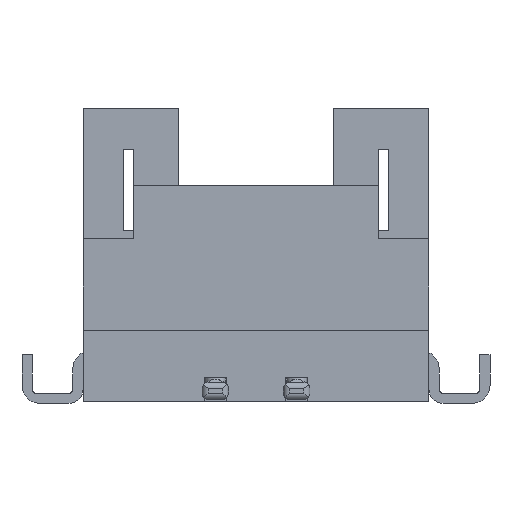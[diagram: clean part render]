
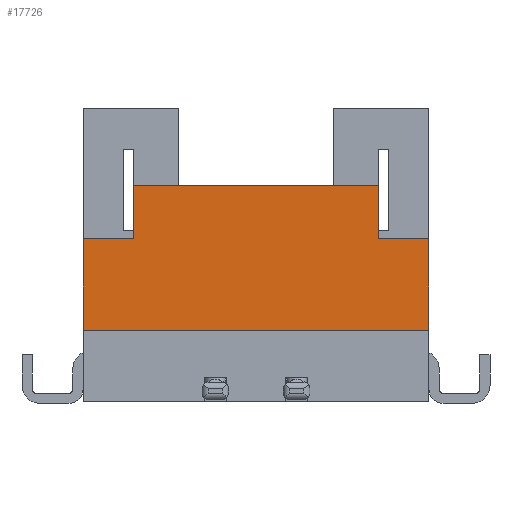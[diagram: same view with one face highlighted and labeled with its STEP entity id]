
A CAD part, front view. The second image highlights one B-rep face of the part: STEP entity #17726.
In plain terms, the highlighted planar face has unit normal (0, -1, 0).
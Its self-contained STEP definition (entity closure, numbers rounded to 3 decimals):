
#12513 = PLANE('',#12514);
#12514 = AXIS2_PLACEMENT_3D('',#12515,#12516,#12517);
#12515 = CARTESIAN_POINT('',(3.,3.72,4.2));
#12516 = DIRECTION('',(-1.,0.,0.));
#12517 = DIRECTION('',(0.,0.,1.));
#13663 = PLANE('',#13664);
#13664 = AXIS2_PLACEMENT_3D('',#13665,#13666,#13667);
#13665 = CARTESIAN_POINT('',(-4.25,-3.1,5.3));
#13666 = DIRECTION('',(1.,0.,0.));
#13667 = DIRECTION('',(0.,1.,0.));
#13933 = PLANE('',#13934);
#13934 = AXIS2_PLACEMENT_3D('',#13935,#13936,#13937);
#13935 = CARTESIAN_POINT('',(4.25,-3.1,5.3));
#13936 = DIRECTION('',(1.,0.,0.));
#13937 = DIRECTION('',(0.,1.,0.));
#15225 = PLANE('',#15226);
#15226 = AXIS2_PLACEMENT_3D('',#15227,#15228,#15229);
#15227 = CARTESIAN_POINT('',(-3.,3.72,4.2));
#15228 = DIRECTION('',(-1.,0.,0.));
#15229 = DIRECTION('',(0.,0.,1.));
#16704 = VERTEX_POINT('',#16705);
#16705 = CARTESIAN_POINT('',(-3.,-3.1,4.));
#16719 = PLANE('',#16720);
#16720 = AXIS2_PLACEMENT_3D('',#16721,#16722,#16723);
#16721 = CARTESIAN_POINT('',(-3.25,2.1,4.));
#16722 = DIRECTION('',(0.,0.,1.));
#16723 = DIRECTION('',(1.,0.,0.));
#16731 = EDGE_CURVE('',#16732,#16704,#16734,.T.);
#16732 = VERTEX_POINT('',#16733);
#16733 = CARTESIAN_POINT('',(-3.,-3.1,5.3));
#16734 = SURFACE_CURVE('',#16735,(#16739,#16746),.PCURVE_S1.);
#16735 = LINE('',#16736,#16737);
#16736 = CARTESIAN_POINT('',(-3.,-3.1,5.3));
#16737 = VECTOR('',#16738,1.);
#16738 = DIRECTION('',(0.,0.,-1.));
#16739 = PCURVE('',#15225,#16740);
#16740 = DEFINITIONAL_REPRESENTATION('',(#16741),#16745);
#16741 = LINE('',#16742,#16743);
#16742 = CARTESIAN_POINT('',(1.1,-6.82));
#16743 = VECTOR('',#16744,1.);
#16744 = DIRECTION('',(-1.,0.));
#16745 = ( GEOMETRIC_REPRESENTATION_CONTEXT(2) 
PARAMETRIC_REPRESENTATION_CONTEXT() REPRESENTATION_CONTEXT('2D SPACE',''
  ) );
#16746 = PCURVE('',#16747,#16752);
#16747 = PLANE('',#16748);
#16748 = AXIS2_PLACEMENT_3D('',#16749,#16750,#16751);
#16749 = CARTESIAN_POINT('',(-8.25,-3.1,5.3));
#16750 = DIRECTION('',(0.,-1.,0.));
#16751 = DIRECTION('',(1.,0.,0.));
#16752 = DEFINITIONAL_REPRESENTATION('',(#16753),#16757);
#16753 = LINE('',#16754,#16755);
#16754 = CARTESIAN_POINT('',(5.25,0.));
#16755 = VECTOR('',#16756,1.);
#16756 = DIRECTION('',(0.,-1.));
#16757 = ( GEOMETRIC_REPRESENTATION_CONTEXT(2) 
PARAMETRIC_REPRESENTATION_CONTEXT() REPRESENTATION_CONTEXT('2D SPACE',''
  ) );
#16775 = PLANE('',#16776);
#16776 = AXIS2_PLACEMENT_3D('',#16777,#16778,#16779);
#16777 = CARTESIAN_POINT('',(12.6,-2.1,5.3));
#16778 = DIRECTION('',(0.,0.,1.));
#16779 = DIRECTION('',(-1.,0.,0.));
#17395 = EDGE_CURVE('',#16732,#17396,#17398,.T.);
#17396 = VERTEX_POINT('',#17397);
#17397 = CARTESIAN_POINT('',(3.,-3.1,5.3));
#17398 = SURFACE_CURVE('',#17399,(#17403,#17410),.PCURVE_S1.);
#17399 = LINE('',#17400,#17401);
#17400 = CARTESIAN_POINT('',(-16.25,-3.1,5.3));
#17401 = VECTOR('',#17402,1.);
#17402 = DIRECTION('',(1.,0.,0.));
#17403 = PCURVE('',#16775,#17404);
#17404 = DEFINITIONAL_REPRESENTATION('',(#17405),#17409);
#17405 = LINE('',#17406,#17407);
#17406 = CARTESIAN_POINT('',(28.85,1.));
#17407 = VECTOR('',#17408,1.);
#17408 = DIRECTION('',(-1.,0.));
#17409 = ( GEOMETRIC_REPRESENTATION_CONTEXT(2) 
PARAMETRIC_REPRESENTATION_CONTEXT() REPRESENTATION_CONTEXT('2D SPACE',''
  ) );
#17410 = PCURVE('',#16747,#17411);
#17411 = DEFINITIONAL_REPRESENTATION('',(#17412),#17416);
#17412 = LINE('',#17413,#17414);
#17413 = CARTESIAN_POINT('',(-8.,0.));
#17414 = VECTOR('',#17415,1.);
#17415 = DIRECTION('',(1.,0.));
#17416 = ( GEOMETRIC_REPRESENTATION_CONTEXT(2) 
PARAMETRIC_REPRESENTATION_CONTEXT() REPRESENTATION_CONTEXT('2D SPACE',''
  ) );
#17726 = ADVANCED_FACE('',(#17727),#16747,.T.);
#17727 = FACE_BOUND('',#17728,.T.);
#17728 = EDGE_LOOP('',(#17729,#17730,#17731,#17754,#17777,#17805,#17828,
    #17856));
#17729 = ORIENTED_EDGE('',*,*,#17395,.F.);
#17730 = ORIENTED_EDGE('',*,*,#16731,.T.);
#17731 = ORIENTED_EDGE('',*,*,#17732,.T.);
#17732 = EDGE_CURVE('',#16704,#17733,#17735,.T.);
#17733 = VERTEX_POINT('',#17734);
#17734 = CARTESIAN_POINT('',(-4.25,-3.1,4.));
#17735 = SURFACE_CURVE('',#17736,(#17740,#17747),.PCURVE_S1.);
#17736 = LINE('',#17737,#17738);
#17737 = CARTESIAN_POINT('',(6.609,-3.1,4.));
#17738 = VECTOR('',#17739,1.);
#17739 = DIRECTION('',(-1.,0.,0.));
#17740 = PCURVE('',#16747,#17741);
#17741 = DEFINITIONAL_REPRESENTATION('',(#17742),#17746);
#17742 = LINE('',#17743,#17744);
#17743 = CARTESIAN_POINT('',(14.859,-1.3));
#17744 = VECTOR('',#17745,1.);
#17745 = DIRECTION('',(-1.,0.));
#17746 = ( GEOMETRIC_REPRESENTATION_CONTEXT(2) 
PARAMETRIC_REPRESENTATION_CONTEXT() REPRESENTATION_CONTEXT('2D SPACE',''
  ) );
#17747 = PCURVE('',#16719,#17748);
#17748 = DEFINITIONAL_REPRESENTATION('',(#17749),#17753);
#17749 = LINE('',#17750,#17751);
#17750 = CARTESIAN_POINT('',(9.859,-5.2));
#17751 = VECTOR('',#17752,1.);
#17752 = DIRECTION('',(-1.,0.));
#17753 = ( GEOMETRIC_REPRESENTATION_CONTEXT(2) 
PARAMETRIC_REPRESENTATION_CONTEXT() REPRESENTATION_CONTEXT('2D SPACE',''
  ) );
#17754 = ORIENTED_EDGE('',*,*,#17755,.T.);
#17755 = EDGE_CURVE('',#17733,#17756,#17758,.T.);
#17756 = VERTEX_POINT('',#17757);
#17757 = CARTESIAN_POINT('',(-4.25,-3.1,1.75));
#17758 = SURFACE_CURVE('',#17759,(#17763,#17770),.PCURVE_S1.);
#17759 = LINE('',#17760,#17761);
#17760 = CARTESIAN_POINT('',(-4.25,-3.1,5.3));
#17761 = VECTOR('',#17762,1.);
#17762 = DIRECTION('',(0.,0.,-1.));
#17763 = PCURVE('',#16747,#17764);
#17764 = DEFINITIONAL_REPRESENTATION('',(#17765),#17769);
#17765 = LINE('',#17766,#17767);
#17766 = CARTESIAN_POINT('',(4.,0.));
#17767 = VECTOR('',#17768,1.);
#17768 = DIRECTION('',(0.,-1.));
#17769 = ( GEOMETRIC_REPRESENTATION_CONTEXT(2) 
PARAMETRIC_REPRESENTATION_CONTEXT() REPRESENTATION_CONTEXT('2D SPACE',''
  ) );
#17770 = PCURVE('',#13663,#17771);
#17771 = DEFINITIONAL_REPRESENTATION('',(#17772),#17776);
#17772 = LINE('',#17773,#17774);
#17773 = CARTESIAN_POINT('',(0.,0.));
#17774 = VECTOR('',#17775,1.);
#17775 = DIRECTION('',(0.,-1.));
#17776 = ( GEOMETRIC_REPRESENTATION_CONTEXT(2) 
PARAMETRIC_REPRESENTATION_CONTEXT() REPRESENTATION_CONTEXT('2D SPACE',''
  ) );
#17777 = ORIENTED_EDGE('',*,*,#17778,.T.);
#17778 = EDGE_CURVE('',#17756,#17779,#17781,.T.);
#17779 = VERTEX_POINT('',#17780);
#17780 = CARTESIAN_POINT('',(4.25,-3.1,1.75));
#17781 = SURFACE_CURVE('',#17782,(#17786,#17793),.PCURVE_S1.);
#17782 = LINE('',#17783,#17784);
#17783 = CARTESIAN_POINT('',(6.609,-3.1,1.75));
#17784 = VECTOR('',#17785,1.);
#17785 = DIRECTION('',(1.,0.,0.));
#17786 = PCURVE('',#16747,#17787);
#17787 = DEFINITIONAL_REPRESENTATION('',(#17788),#17792);
#17788 = LINE('',#17789,#17790);
#17789 = CARTESIAN_POINT('',(14.859,-3.55));
#17790 = VECTOR('',#17791,1.);
#17791 = DIRECTION('',(1.,0.));
#17792 = ( GEOMETRIC_REPRESENTATION_CONTEXT(2) 
PARAMETRIC_REPRESENTATION_CONTEXT() REPRESENTATION_CONTEXT('2D SPACE',''
  ) );
#17793 = PCURVE('',#17794,#17799);
#17794 = PLANE('',#17795);
#17795 = AXIS2_PLACEMENT_3D('',#17796,#17797,#17798);
#17796 = CARTESIAN_POINT('',(9.103,-2.464,1.75));
#17797 = DIRECTION('',(0.,0.,1.));
#17798 = DIRECTION('',(-1.,0.,0.));
#17799 = DEFINITIONAL_REPRESENTATION('',(#17800),#17804);
#17800 = LINE('',#17801,#17802);
#17801 = CARTESIAN_POINT('',(2.494,0.636));
#17802 = VECTOR('',#17803,1.);
#17803 = DIRECTION('',(-1.,0.));
#17804 = ( GEOMETRIC_REPRESENTATION_CONTEXT(2) 
PARAMETRIC_REPRESENTATION_CONTEXT() REPRESENTATION_CONTEXT('2D SPACE',''
  ) );
#17805 = ORIENTED_EDGE('',*,*,#17806,.F.);
#17806 = EDGE_CURVE('',#17807,#17779,#17809,.T.);
#17807 = VERTEX_POINT('',#17808);
#17808 = CARTESIAN_POINT('',(4.25,-3.1,4.));
#17809 = SURFACE_CURVE('',#17810,(#17814,#17821),.PCURVE_S1.);
#17810 = LINE('',#17811,#17812);
#17811 = CARTESIAN_POINT('',(4.25,-3.1,5.3));
#17812 = VECTOR('',#17813,1.);
#17813 = DIRECTION('',(0.,0.,-1.));
#17814 = PCURVE('',#16747,#17815);
#17815 = DEFINITIONAL_REPRESENTATION('',(#17816),#17820);
#17816 = LINE('',#17817,#17818);
#17817 = CARTESIAN_POINT('',(12.5,0.));
#17818 = VECTOR('',#17819,1.);
#17819 = DIRECTION('',(0.,-1.));
#17820 = ( GEOMETRIC_REPRESENTATION_CONTEXT(2) 
PARAMETRIC_REPRESENTATION_CONTEXT() REPRESENTATION_CONTEXT('2D SPACE',''
  ) );
#17821 = PCURVE('',#13933,#17822);
#17822 = DEFINITIONAL_REPRESENTATION('',(#17823),#17827);
#17823 = LINE('',#17824,#17825);
#17824 = CARTESIAN_POINT('',(0.,0.));
#17825 = VECTOR('',#17826,1.);
#17826 = DIRECTION('',(0.,-1.));
#17827 = ( GEOMETRIC_REPRESENTATION_CONTEXT(2) 
PARAMETRIC_REPRESENTATION_CONTEXT() REPRESENTATION_CONTEXT('2D SPACE',''
  ) );
#17828 = ORIENTED_EDGE('',*,*,#17829,.F.);
#17829 = EDGE_CURVE('',#17830,#17807,#17832,.T.);
#17830 = VERTEX_POINT('',#17831);
#17831 = CARTESIAN_POINT('',(3.,-3.1,4.));
#17832 = SURFACE_CURVE('',#17833,(#17837,#17844),.PCURVE_S1.);
#17833 = LINE('',#17834,#17835);
#17834 = CARTESIAN_POINT('',(-6.609,-3.1,4.));
#17835 = VECTOR('',#17836,1.);
#17836 = DIRECTION('',(1.,0.,0.));
#17837 = PCURVE('',#16747,#17838);
#17838 = DEFINITIONAL_REPRESENTATION('',(#17839),#17843);
#17839 = LINE('',#17840,#17841);
#17840 = CARTESIAN_POINT('',(1.641,-1.3));
#17841 = VECTOR('',#17842,1.);
#17842 = DIRECTION('',(1.,0.));
#17843 = ( GEOMETRIC_REPRESENTATION_CONTEXT(2) 
PARAMETRIC_REPRESENTATION_CONTEXT() REPRESENTATION_CONTEXT('2D SPACE',''
  ) );
#17844 = PCURVE('',#17845,#17850);
#17845 = PLANE('',#17846);
#17846 = AXIS2_PLACEMENT_3D('',#17847,#17848,#17849);
#17847 = CARTESIAN_POINT('',(3.25,2.1,4.));
#17848 = DIRECTION('',(0.,0.,-1.));
#17849 = DIRECTION('',(-1.,0.,0.));
#17850 = DEFINITIONAL_REPRESENTATION('',(#17851),#17855);
#17851 = LINE('',#17852,#17853);
#17852 = CARTESIAN_POINT('',(9.859,-5.2));
#17853 = VECTOR('',#17854,1.);
#17854 = DIRECTION('',(-1.,0.));
#17855 = ( GEOMETRIC_REPRESENTATION_CONTEXT(2) 
PARAMETRIC_REPRESENTATION_CONTEXT() REPRESENTATION_CONTEXT('2D SPACE',''
  ) );
#17856 = ORIENTED_EDGE('',*,*,#17857,.F.);
#17857 = EDGE_CURVE('',#17396,#17830,#17858,.T.);
#17858 = SURFACE_CURVE('',#17859,(#17863,#17870),.PCURVE_S1.);
#17859 = LINE('',#17860,#17861);
#17860 = CARTESIAN_POINT('',(3.,-3.1,5.3));
#17861 = VECTOR('',#17862,1.);
#17862 = DIRECTION('',(0.,0.,-1.));
#17863 = PCURVE('',#16747,#17864);
#17864 = DEFINITIONAL_REPRESENTATION('',(#17865),#17869);
#17865 = LINE('',#17866,#17867);
#17866 = CARTESIAN_POINT('',(11.25,0.));
#17867 = VECTOR('',#17868,1.);
#17868 = DIRECTION('',(0.,-1.));
#17869 = ( GEOMETRIC_REPRESENTATION_CONTEXT(2) 
PARAMETRIC_REPRESENTATION_CONTEXT() REPRESENTATION_CONTEXT('2D SPACE',''
  ) );
#17870 = PCURVE('',#12513,#17871);
#17871 = DEFINITIONAL_REPRESENTATION('',(#17872),#17876);
#17872 = LINE('',#17873,#17874);
#17873 = CARTESIAN_POINT('',(1.1,-6.82));
#17874 = VECTOR('',#17875,1.);
#17875 = DIRECTION('',(-1.,0.));
#17876 = ( GEOMETRIC_REPRESENTATION_CONTEXT(2) 
PARAMETRIC_REPRESENTATION_CONTEXT() REPRESENTATION_CONTEXT('2D SPACE',''
  ) );
